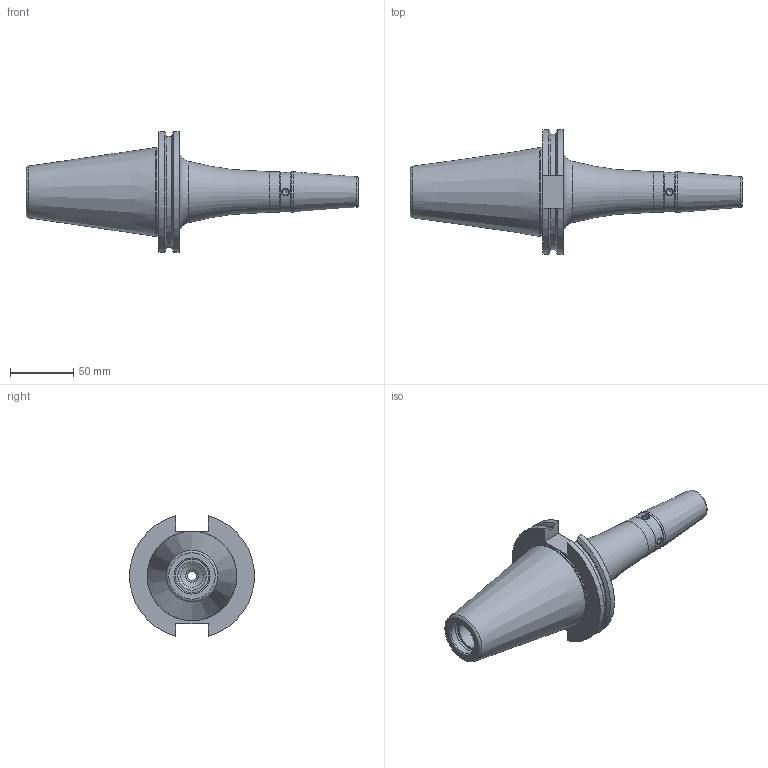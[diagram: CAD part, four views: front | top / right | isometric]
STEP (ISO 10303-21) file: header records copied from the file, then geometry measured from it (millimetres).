
FILE_DESCRIPTION((''),'2;1');
FILE_NAME('7450213-63-CT.stp','2018-03-21T10:49:22',('SCHUESSLER'),(''),'Autodesk Inventor 2012','Autodesk Inventor 2012','');
FILE_SCHEMA(('AUTOMOTIVE_DESIGN { 1 0 10303 214 1 1 1 1 }'));
Length unit declared in the file: millimetre
Products named in the file (1): 7450213-63-CT
Bounding box: 261.6 x 98.05 x 94.96 mm (x, y, z)
Volume: 448922.9 mm3; surface area: 62379.6 mm2
Topology: 1 solids, 1 shells, 82 faces, 197 edges, 122 vertices
Faces by surface type: cylinder 26, cone 24, plane 20, torus 12
Full cylindrical faces by diameter (mm): 2.5 x2, 3.6 x1, 4.917 x4, 7 x1, 9.525 x1, 9.825 x1, 10 x2, 18 x1, 22.3 x1, 26.5 x1, 26.8 x1, 31.4 x1, 32 x2, 69.65 x1
Entity records: 2174 total; most frequent: CARTESIAN_POINT 539, DIRECTION 350, ORIENTED_EDGE 262, AXIS2_PLACEMENT_3D 156, EDGE_LOOP 138, EDGE_CURVE 131, VERTEX_POINT 105, FACE_OUTER_BOUND 82
